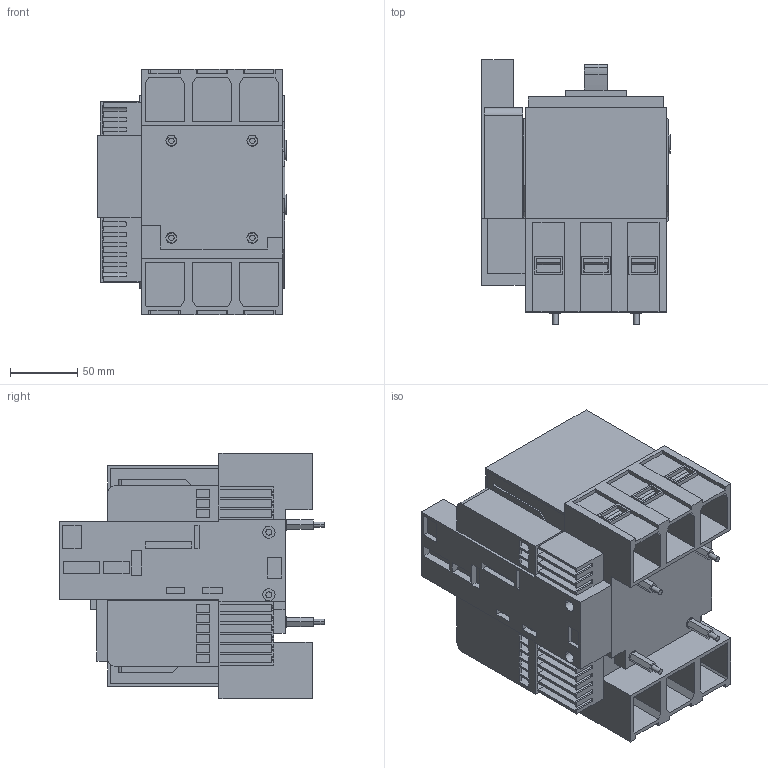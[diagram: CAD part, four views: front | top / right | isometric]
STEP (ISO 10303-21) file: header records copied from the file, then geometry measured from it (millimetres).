
FILE_DESCRIPTION(('CATIA V5 STEP Exchange'),'2;1');
FILE_NAME('1SDH001295R0639_1PA_001_00_XT4_3P_WITHDRAWABLE_FIXING_70MM.stp','2014-11-11T15:33:00+00:00',('none'),('none'),'CATIA Version 5 Release 20 SP 1 (IN-10)','CATIA V5 STEP AP214','none');
FILE_SCHEMA(('AUTOMOTIVE_DESIGN { 1 0 10303 214 1 1 1 1 }'));
Length unit declared in the file: millimetre
Products named in the file (1): 1SDH001295R0639_1PA_001_00_XT4_3P_WITHDRAWABLE_FIXING_70MM
Bounding box: 139.5 x 196 x 182 mm (x, y, z)
Volume: 2759240 mm3; surface area: 417171.6 mm2
Topology: 8 solids, 8 shells, 735 faces, 1999 edges, 1318 vertices
Faces by surface type: plane 633, cylinder 100, cone 2
Entity records: 26170 total; most frequent: ORIENTED_EDGE 3998, CARTESIAN_POINT 3712, DIRECTION 2787, EDGE_CURVE 1999, VECTOR 1737, LINE 1737, VERTEX_POINT 1318, EDGE_LOOP 827
